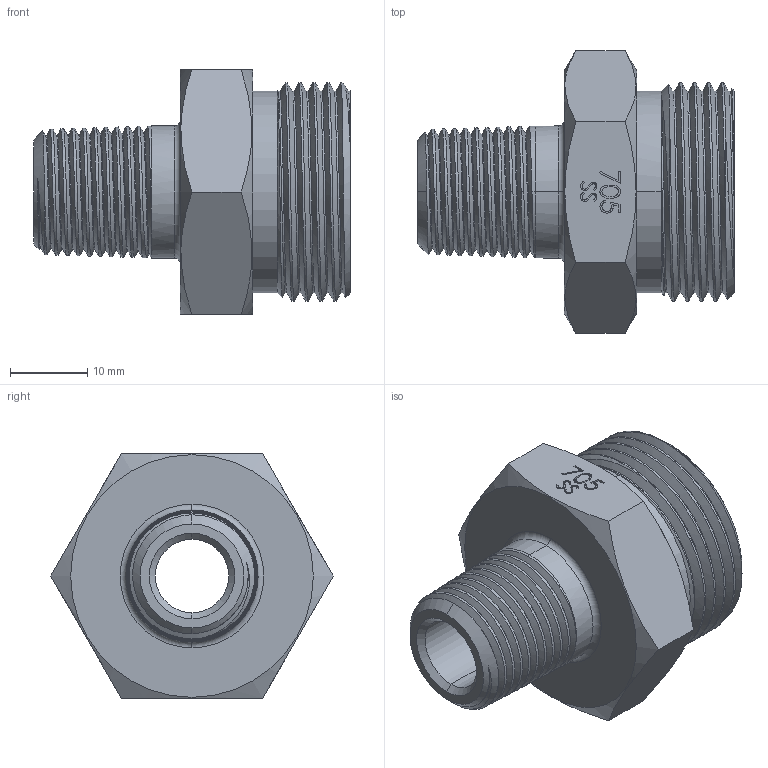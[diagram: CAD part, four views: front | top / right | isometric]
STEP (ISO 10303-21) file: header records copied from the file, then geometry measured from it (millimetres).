
FILE_DESCRIPTION (( 'STEP AP203' ), '1' );
FILE_NAME ('AD-705MSS-6MNPT.STEP', '2025-08-07T20:08:38', ( '' ), ( '' ), 'SwSTEP 2.0', 'SolidWorks 2018', '' );
FILE_SCHEMA (( 'CONFIG_CONTROL_DESIGN' ));
Length unit declared in the file: inch
Products named in the file (1): AD-705MSS-6MNPT
Bounding box: 41.15 x 36.66 x 31.75 mm (x, y, z)
Volume: 14889.3 mm3; surface area: 7258.5 mm2
Topology: 1 solids, 1 shells, 163 faces, 440 edges, 288 vertices
Faces by surface type: bspline 56, cone 54, plane 33, cylinder 18, torus 2
Entity records: 18551 total; most frequent: CARTESIAN_POINT 14981, ORIENTED_EDGE 880, DIRECTION 469, EDGE_CURVE 440, VERTEX_POINT 288, B_SPLINE_CURVE_WITH_KNOTS 209, EDGE_LOOP 174, LINE 169
